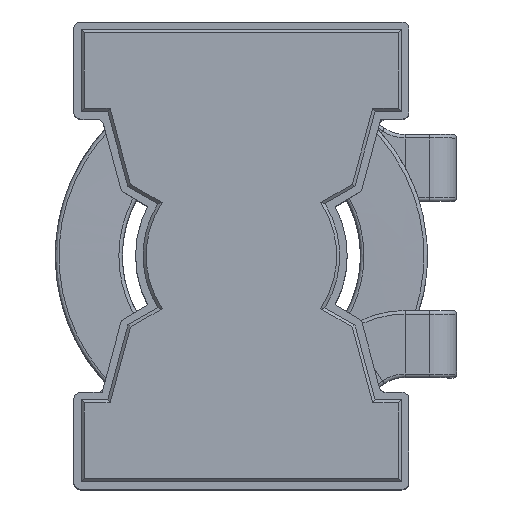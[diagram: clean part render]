
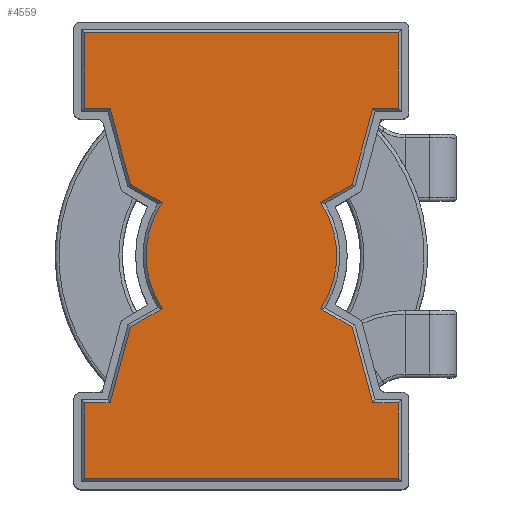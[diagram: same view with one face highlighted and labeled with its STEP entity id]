
A CAD part, top view. The second image highlights one B-rep face of the part: STEP entity #4559.
In plain terms, the highlighted face is planar.
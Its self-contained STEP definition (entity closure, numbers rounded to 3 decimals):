
#317=PLANE('',#5009);
#680=LINE('',#19104,#1058);
#681=LINE('',#19106,#1059);
#682=LINE('',#19108,#1060);
#683=LINE('',#19110,#1061);
#684=LINE('',#19111,#1062);
#685=LINE('',#19113,#1063);
#686=LINE('',#19115,#1064);
#687=LINE('',#19117,#1065);
#688=LINE('',#19119,#1066);
#689=LINE('',#19121,#1067);
#690=LINE('',#19123,#1068);
#691=LINE('',#19125,#1069);
#692=LINE('',#19127,#1070);
#693=LINE('',#19129,#1071);
#694=LINE('',#19133,#1072);
#695=LINE('',#19135,#1073);
#696=LINE('',#19137,#1074);
#697=LINE('',#19138,#1075);
#1058=VECTOR('',#6154,1000.);
#1059=VECTOR('',#6155,1000.);
#1060=VECTOR('',#6156,1000.);
#1061=VECTOR('',#6157,1000.);
#1062=VECTOR('',#6158,1000.);
#1063=VECTOR('',#6159,1000.);
#1064=VECTOR('',#6160,1000.);
#1065=VECTOR('',#6161,1000.);
#1066=VECTOR('',#6162,1000.);
#1067=VECTOR('',#6163,1000.);
#1068=VECTOR('',#6164,1000.);
#1069=VECTOR('',#6165,1000.);
#1070=VECTOR('',#6166,1000.);
#1071=VECTOR('',#6167,1000.);
#1072=VECTOR('',#6170,1000.);
#1073=VECTOR('',#6171,1000.);
#1074=VECTOR('',#6172,1000.);
#1075=VECTOR('',#6173,1000.);
#1362=FACE_OUTER_BOUND('',#1594,.T.);
#1594=EDGE_LOOP('',(#4203,#4204,#4205,#4206,#4207,#4208,#4209,#4210,#4211,
#4212,#4213,#4214,#4215,#4216,#4217,#4218,#4219,#4220,#4221,#4222));
#1769=CIRCLE('',#4937,5.404);
#1814=CIRCLE('',#5010,5.404);
#2165=VERTEX_POINT('',#18834);
#2166=VERTEX_POINT('',#18835);
#2265=VERTEX_POINT('',#19102);
#2266=VERTEX_POINT('',#19103);
#2267=VERTEX_POINT('',#19105);
#2268=VERTEX_POINT('',#19107);
#2269=VERTEX_POINT('',#19109);
#2270=VERTEX_POINT('',#19112);
#2271=VERTEX_POINT('',#19114);
#2272=VERTEX_POINT('',#19116);
#2273=VERTEX_POINT('',#19118);
#2274=VERTEX_POINT('',#19120);
#2275=VERTEX_POINT('',#19122);
#2276=VERTEX_POINT('',#19124);
#2277=VERTEX_POINT('',#19126);
#2278=VERTEX_POINT('',#19128);
#2279=VERTEX_POINT('',#19130);
#2280=VERTEX_POINT('',#19132);
#2281=VERTEX_POINT('',#19134);
#2282=VERTEX_POINT('',#19136);
#2798=EDGE_CURVE('',#2165,#2166,#1769,.T.);
#2938=EDGE_CURVE('',#2265,#2266,#680,.T.);
#2939=EDGE_CURVE('',#2266,#2267,#681,.T.);
#2940=EDGE_CURVE('',#2267,#2268,#682,.T.);
#2941=EDGE_CURVE('',#2268,#2269,#683,.T.);
#2942=EDGE_CURVE('',#2269,#2165,#684,.T.);
#2943=EDGE_CURVE('',#2166,#2270,#685,.T.);
#2944=EDGE_CURVE('',#2270,#2271,#686,.T.);
#2945=EDGE_CURVE('',#2271,#2272,#687,.T.);
#2946=EDGE_CURVE('',#2272,#2273,#688,.T.);
#2947=EDGE_CURVE('',#2273,#2274,#689,.T.);
#2948=EDGE_CURVE('',#2274,#2275,#690,.T.);
#2949=EDGE_CURVE('',#2275,#2276,#691,.T.);
#2950=EDGE_CURVE('',#2276,#2277,#692,.T.);
#2951=EDGE_CURVE('',#2277,#2278,#693,.T.);
#2952=EDGE_CURVE('',#2278,#2279,#1814,.T.);
#2953=EDGE_CURVE('',#2279,#2280,#694,.T.);
#2954=EDGE_CURVE('',#2280,#2281,#695,.T.);
#2955=EDGE_CURVE('',#2281,#2282,#696,.T.);
#2956=EDGE_CURVE('',#2282,#2265,#697,.T.);
#4203=ORIENTED_EDGE('',*,*,#2938,.T.);
#4204=ORIENTED_EDGE('',*,*,#2939,.T.);
#4205=ORIENTED_EDGE('',*,*,#2940,.T.);
#4206=ORIENTED_EDGE('',*,*,#2941,.T.);
#4207=ORIENTED_EDGE('',*,*,#2942,.T.);
#4208=ORIENTED_EDGE('',*,*,#2798,.T.);
#4209=ORIENTED_EDGE('',*,*,#2943,.T.);
#4210=ORIENTED_EDGE('',*,*,#2944,.T.);
#4211=ORIENTED_EDGE('',*,*,#2945,.T.);
#4212=ORIENTED_EDGE('',*,*,#2946,.T.);
#4213=ORIENTED_EDGE('',*,*,#2947,.T.);
#4214=ORIENTED_EDGE('',*,*,#2948,.T.);
#4215=ORIENTED_EDGE('',*,*,#2949,.T.);
#4216=ORIENTED_EDGE('',*,*,#2950,.T.);
#4217=ORIENTED_EDGE('',*,*,#2951,.T.);
#4218=ORIENTED_EDGE('',*,*,#2952,.T.);
#4219=ORIENTED_EDGE('',*,*,#2953,.T.);
#4220=ORIENTED_EDGE('',*,*,#2954,.T.);
#4221=ORIENTED_EDGE('',*,*,#2955,.T.);
#4222=ORIENTED_EDGE('',*,*,#2956,.T.);
#4559=ADVANCED_FACE('',(#1362),#317,.T.);
#4937=AXIS2_PLACEMENT_3D('',#18836,#5913,#5914);
#5009=AXIS2_PLACEMENT_3D('',#19101,#6152,#6153);
#5010=AXIS2_PLACEMENT_3D('',#19131,#6168,#6169);
#5913=DIRECTION('center_axis',(0.,0.,-1.));
#5914=DIRECTION('ref_axis',(-1.,0.,0.));
#6152=DIRECTION('center_axis',(0.,0.,-1.));
#6153=DIRECTION('ref_axis',(0.,-1.,0.));
#6154=DIRECTION('',(1.,0.,0.));
#6155=DIRECTION('',(0.,-1.,0.));
#6156=DIRECTION('',(-1.,0.,0.));
#6157=DIRECTION('',(-0.259,-0.966,0.));
#6158=DIRECTION('',(-0.867,-0.498,0.));
#6159=DIRECTION('',(0.867,-0.498,0.));
#6160=DIRECTION('',(0.259,-0.966,0.));
#6161=DIRECTION('',(1.,0.,0.));
#6162=DIRECTION('',(0.,-1.,0.));
#6163=DIRECTION('',(-1.,0.,0.));
#6164=DIRECTION('',(0.,1.,0.));
#6165=DIRECTION('',(1.,0.,0.));
#6166=DIRECTION('',(0.259,0.966,0.));
#6167=DIRECTION('',(0.867,0.498,0.));
#6168=DIRECTION('center_axis',(0.,0.,-1.));
#6169=DIRECTION('ref_axis',(-1.,0.,0.));
#6170=DIRECTION('',(-0.867,0.498,0.));
#6171=DIRECTION('',(-0.259,0.966,0.));
#6172=DIRECTION('',(-1.,0.,0.));
#6173=DIRECTION('',(0.,1.,0.));
#18834=CARTESIAN_POINT('',(4.489,3.009,0.));
#18835=CARTESIAN_POINT('',(4.489,-3.009,0.));
#18836=CARTESIAN_POINT('Origin',(0.,0.,0.));
#19101=CARTESIAN_POINT('Origin',(0.,0.,0.));
#19102=CARTESIAN_POINT('',(-8.904,12.654,0.));
#19103=CARTESIAN_POINT('',(8.904,12.654,0.));
#19104=CARTESIAN_POINT('',(-8.9,12.654,0.));
#19105=CARTESIAN_POINT('',(8.904,8.346,0.));
#19106=CARTESIAN_POINT('',(8.904,12.65,0.));
#19107=CARTESIAN_POINT('',(7.443,8.346,0.));
#19108=CARTESIAN_POINT('',(8.9,8.346,0.));
#19109=CARTESIAN_POINT('',(6.289,4.043,0.));
#19110=CARTESIAN_POINT('',(7.444,8.349,0.));
#19111=CARTESIAN_POINT('',(6.287,4.042,0.));
#19112=CARTESIAN_POINT('',(6.289,-4.043,0.));
#19113=CARTESIAN_POINT('',(4.485,-3.006,0.));
#19114=CARTESIAN_POINT('',(7.443,-8.346,0.));
#19115=CARTESIAN_POINT('',(6.289,-4.045,0.));
#19116=CARTESIAN_POINT('',(8.904,-8.346,0.));
#19117=CARTESIAN_POINT('',(7.44,-8.346,0.));
#19118=CARTESIAN_POINT('',(8.904,-12.654,0.));
#19119=CARTESIAN_POINT('',(8.904,-8.35,0.));
#19120=CARTESIAN_POINT('',(-8.904,-12.654,0.));
#19121=CARTESIAN_POINT('',(8.9,-12.654,0.));
#19122=CARTESIAN_POINT('',(-8.904,-8.346,0.));
#19123=CARTESIAN_POINT('',(-8.904,-12.65,0.));
#19124=CARTESIAN_POINT('',(-7.443,-8.346,0.));
#19125=CARTESIAN_POINT('',(-8.9,-8.346,0.));
#19126=CARTESIAN_POINT('',(-6.289,-4.043,0.));
#19127=CARTESIAN_POINT('',(-7.444,-8.349,0.));
#19128=CARTESIAN_POINT('',(-4.489,-3.009,0.));
#19129=CARTESIAN_POINT('',(-6.287,-4.042,0.));
#19130=CARTESIAN_POINT('',(-4.489,3.009,0.));
#19131=CARTESIAN_POINT('Origin',(0.,0.,0.));
#19132=CARTESIAN_POINT('',(-6.289,4.043,0.));
#19133=CARTESIAN_POINT('',(-4.485,3.006,0.));
#19134=CARTESIAN_POINT('',(-7.443,8.346,0.));
#19135=CARTESIAN_POINT('',(-6.289,4.045,0.));
#19136=CARTESIAN_POINT('',(-8.904,8.346,0.));
#19137=CARTESIAN_POINT('',(-7.44,8.346,0.));
#19138=CARTESIAN_POINT('',(-8.904,8.35,0.));
